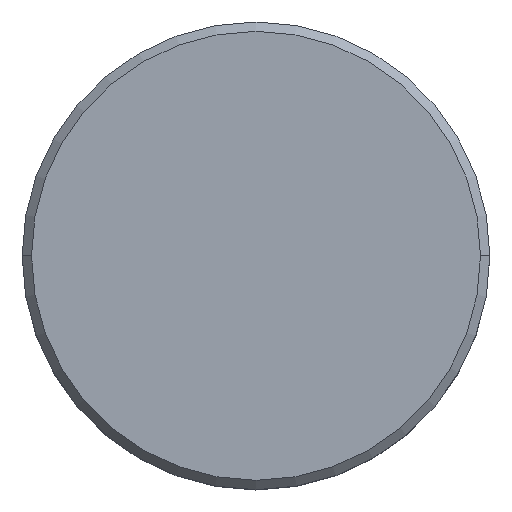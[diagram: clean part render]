
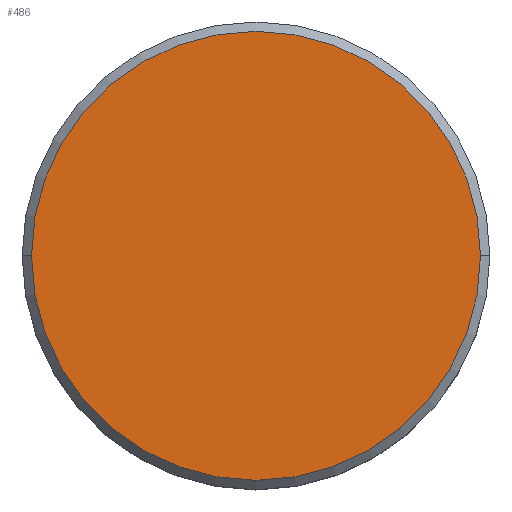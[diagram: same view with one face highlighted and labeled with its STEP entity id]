
A CAD part, top view. The second image highlights one B-rep face of the part: STEP entity #486.
In plain terms, the highlighted planar face has unit normal (0, 0, 1).
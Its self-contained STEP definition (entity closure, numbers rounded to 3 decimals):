
#8 = AXIS2_PLACEMENT_3D ( 'NONE', #593, #599, #39 ) ;
#11 = FACE_OUTER_BOUND ( 'NONE', #453, .T. ) ;
#39 = DIRECTION ( 'NONE',  ( 1., 0., 0. ) ) ;
#51 = DIRECTION ( 'NONE',  ( 1., 0., 0. ) ) ;
#64 = DIRECTION ( 'NONE',  ( 0., 0., 1. ) ) ;
#83 = VERTEX_POINT ( 'NONE', #527 ) ;
#144 = EDGE_CURVE ( 'NONE', #83, #421, #485, .T. ) ;
#184 = EDGE_CURVE ( 'NONE', #421, #83, #551, .T. ) ;
#196 = PLANE ( 'NONE',  #422 ) ;
#198 = CARTESIAN_POINT ( 'NONE',  ( 0., 0., 0. ) ) ;
#238 = DIRECTION ( 'NONE',  ( 1., 0., 0. ) ) ;
#304 = ORIENTED_EDGE ( 'NONE', *, *, #184, .T. ) ;
#421 = VERTEX_POINT ( 'NONE', #465 ) ;
#422 = AXIS2_PLACEMENT_3D ( 'NONE', #569, #528, #238 ) ;
#453 = EDGE_LOOP ( 'NONE', ( #304, #539 ) ) ;
#465 = CARTESIAN_POINT ( 'NONE',  ( -12., 0., 0. ) ) ;
#485 = CIRCLE ( 'NONE', #8, 12. ) ;
#486 = ADVANCED_FACE ( 'NONE', ( #11 ), #196, .T. ) ;
#527 = CARTESIAN_POINT ( 'NONE',  ( 12., 0., 0. ) ) ;
#528 = DIRECTION ( 'NONE',  ( 0., 0., 1. ) ) ;
#536 = AXIS2_PLACEMENT_3D ( 'NONE', #198, #64, #51 ) ;
#539 = ORIENTED_EDGE ( 'NONE', *, *, #144, .T. ) ;
#551 = CIRCLE ( 'NONE', #536, 12. ) ;
#569 = CARTESIAN_POINT ( 'NONE',  ( 0., 0., 0. ) ) ;
#593 = CARTESIAN_POINT ( 'NONE',  ( 0., 0., 0. ) ) ;
#599 = DIRECTION ( 'NONE',  ( 0., 0., 1. ) ) ;
